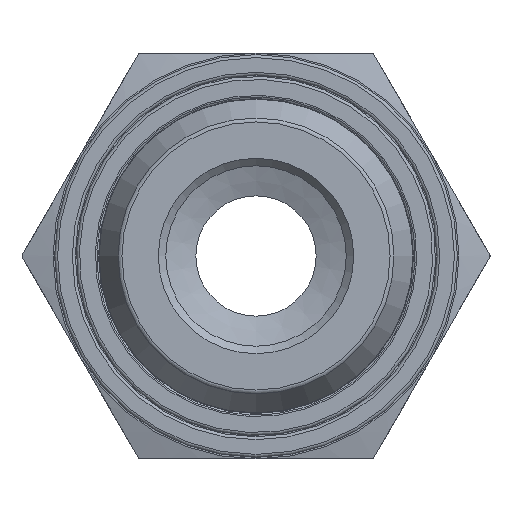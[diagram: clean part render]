
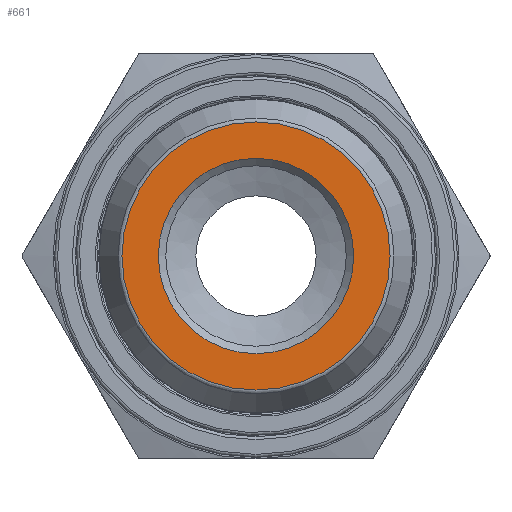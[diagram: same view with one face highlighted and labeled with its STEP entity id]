
A CAD part, left-side view. The second image highlights one B-rep face of the part: STEP entity #661.
In plain terms, the highlighted planar face has unit normal (-1, 0, 0).
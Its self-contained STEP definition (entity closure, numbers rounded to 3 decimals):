
#661=ADVANCED_FACE('',(#761,#762),#719,.F.);
#719=PLANE('',#2129);
#761=FACE_BOUND('',#893,.T.);
#762=FACE_BOUND('',#894,.T.);
#893=EDGE_LOOP('',(#1156));
#894=EDGE_LOOP('',(#1157));
#1156=ORIENTED_EDGE('',*,*,#1776,.T.);
#1157=ORIENTED_EDGE('',*,*,#1777,.T.);
#1466=VERTEX_POINT('',#3680);
#1467=VERTEX_POINT('',#3682);
#1776=EDGE_CURVE('',#1466,#1466,#1954,.T.);
#1777=EDGE_CURVE('',#1467,#1467,#1955,.T.);
#1954=CIRCLE('',#2127,6.5);
#1955=CIRCLE('',#2128,8.919);
#2127=AXIS2_PLACEMENT_3D('',#3679,#2486,#2487);
#2128=AXIS2_PLACEMENT_3D('',#3681,#2488,#2489);
#2129=AXIS2_PLACEMENT_3D('',#3683,#2490,#2491);
#2486=DIRECTION('',(1.,0.,0.));
#2487=DIRECTION('',(0.,0.,-1.));
#2488=DIRECTION('',(-1.,0.,0.));
#2489=DIRECTION('',(0.,0.,-1.));
#2490=DIRECTION('',(1.,0.,0.));
#2491=DIRECTION('',(0.,0.,-1.));
#3679=CARTESIAN_POINT('',(55.955,0.,0.));
#3680=CARTESIAN_POINT('',(55.955,0.,-6.5));
#3681=CARTESIAN_POINT('',(55.955,0.,0.));
#3682=CARTESIAN_POINT('',(55.955,0.,-8.919));
#3683=CARTESIAN_POINT('',(55.955,-15.433,0.));
